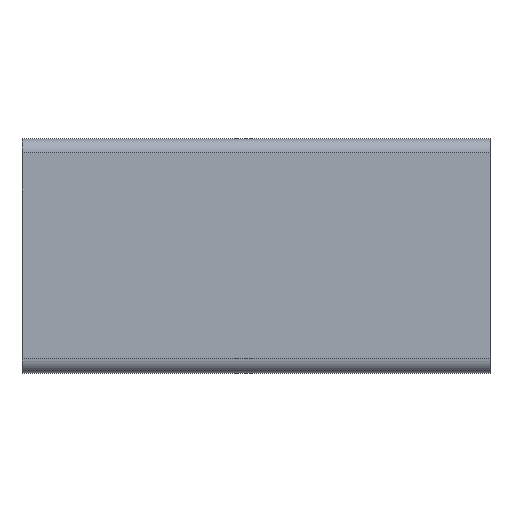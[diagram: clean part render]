
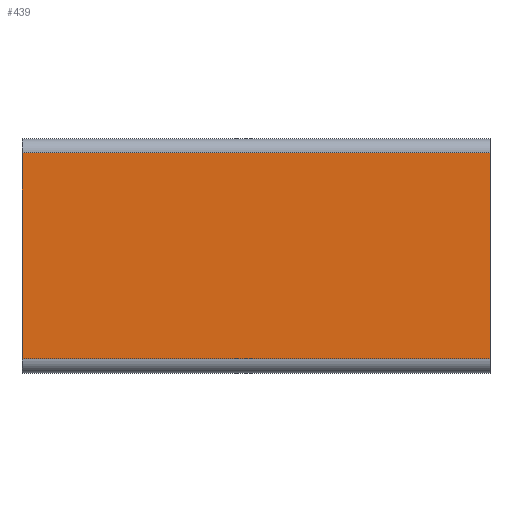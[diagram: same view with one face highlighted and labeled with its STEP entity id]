
A CAD part, top view. The second image highlights one B-rep face of the part: STEP entity #439.
In plain terms, the highlighted planar face has unit normal (0, 0, 1).
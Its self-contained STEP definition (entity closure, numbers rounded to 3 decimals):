
#98 = DIRECTION ( 'NONE',  ( 0., 0., -1. ) ) ;
#115 = VERTEX_POINT ( 'NONE', #244 ) ;
#133 = ORIENTED_EDGE ( 'NONE', *, *, #1025, .F. ) ;
#158 = CARTESIAN_POINT ( 'NONE',  ( -40.816, 76.898, 25. ) ) ;
#244 = CARTESIAN_POINT ( 'NONE',  ( 59.184, 32.898, 25. ) ) ;
#272 = VERTEX_POINT ( 'NONE', #1159 ) ;
#280 = EDGE_CURVE ( 'NONE', #272, #771, #969, .T. ) ;
#285 = AXIS2_PLACEMENT_3D ( 'NONE', #1094, #98, #1202 ) ;
#301 = EDGE_LOOP ( 'NONE', ( #426, #133, #365, #579 ) ) ;
#365 = ORIENTED_EDGE ( 'NONE', *, *, #549, .F. ) ;
#373 = CARTESIAN_POINT ( 'NONE',  ( 59.184, 76.898, 25. ) ) ;
#408 = LINE ( 'NONE', #158, #1087 ) ;
#422 = VECTOR ( 'NONE', #964, 1000. ) ;
#426 = ORIENTED_EDGE ( 'NONE', *, *, #801, .T. ) ;
#439 = ADVANCED_FACE ( 'NONE', ( #540 ), #794, .F. ) ;
#504 = VECTOR ( 'NONE', #883, 1000. ) ;
#540 = FACE_OUTER_BOUND ( 'NONE', #301, .T. ) ;
#549 = EDGE_CURVE ( 'NONE', #272, #115, #1137, .T. ) ;
#577 = DIRECTION ( 'NONE',  ( 0., -1., 0. ) ) ;
#579 = ORIENTED_EDGE ( 'NONE', *, *, #280, .T. ) ;
#610 = CARTESIAN_POINT ( 'NONE',  ( -40.816, 32.898, 25. ) ) ;
#771 = VERTEX_POINT ( 'NONE', #829 ) ;
#794 = PLANE ( 'NONE',  #285 ) ;
#801 = EDGE_CURVE ( 'NONE', #771, #1143, #408, .T. ) ;
#829 = CARTESIAN_POINT ( 'NONE',  ( -40.816, 76.898, 25. ) ) ;
#883 = DIRECTION ( 'NONE',  ( -1., 0., 0. ) ) ;
#964 = DIRECTION ( 'NONE',  ( -1., 0., 0. ) ) ;
#969 = LINE ( 'NONE', #373, #422 ) ;
#1017 = CARTESIAN_POINT ( 'NONE',  ( 59.184, 76.898, 25. ) ) ;
#1025 = EDGE_CURVE ( 'NONE', #115, #1143, #1187, .T. ) ;
#1087 = VECTOR ( 'NONE', #577, 1000. ) ;
#1094 = CARTESIAN_POINT ( 'NONE',  ( 59.184, 76.898, 25. ) ) ;
#1121 = DIRECTION ( 'NONE',  ( 0., -1., 0. ) ) ;
#1137 = LINE ( 'NONE', #1017, #1287 ) ;
#1143 = VERTEX_POINT ( 'NONE', #610 ) ;
#1159 = CARTESIAN_POINT ( 'NONE',  ( 59.184, 76.898, 25. ) ) ;
#1178 = CARTESIAN_POINT ( 'NONE',  ( 59.184, 32.898, 25. ) ) ;
#1187 = LINE ( 'NONE', #1178, #504 ) ;
#1202 = DIRECTION ( 'NONE',  ( -1., 0., 0. ) ) ;
#1287 = VECTOR ( 'NONE', #1121, 1000. ) ;
